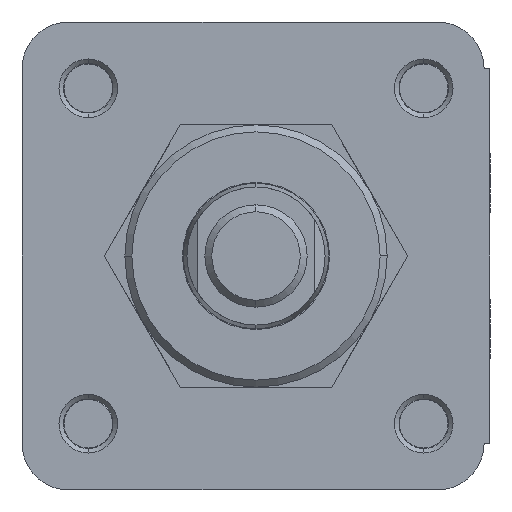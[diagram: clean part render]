
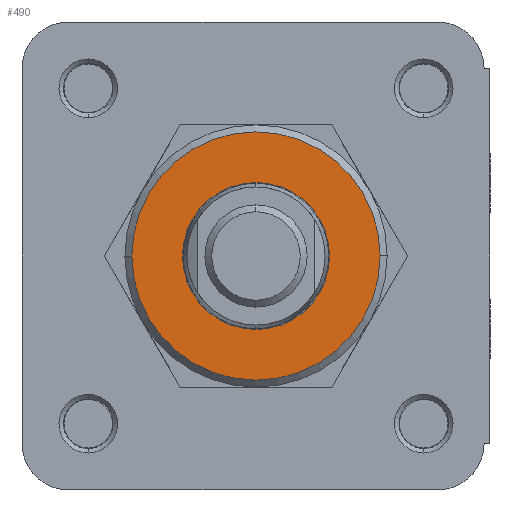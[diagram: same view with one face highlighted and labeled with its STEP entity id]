
A CAD part, left-side view. The second image highlights one B-rep face of the part: STEP entity #490.
In plain terms, the highlighted planar face has unit normal (-1, 0, 0).
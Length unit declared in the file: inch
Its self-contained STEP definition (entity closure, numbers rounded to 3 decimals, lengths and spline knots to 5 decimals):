
#257 = CARTESIAN_POINT ( 'NONE',  ( -0.615, 0., 0. ) ) ;
#490 = ADVANCED_FACE ( 'NONE', ( #8617, #11650 ), #8883, .F. ) ;
#663 = CARTESIAN_POINT ( 'NONE',  ( -0.615, 0., 0. ) ) ;
#724 = DIRECTION ( 'NONE',  ( 1., 0., 0. ) ) ;
#1125 = DIRECTION ( 'NONE',  ( 1., 0., 0. ) ) ;
#1409 = DIRECTION ( 'NONE',  ( 0., 0., -1. ) ) ;
#1817 = DIRECTION ( 'NONE',  ( 0., 1., 0. ) ) ;
#2222 = VERTEX_POINT ( 'NONE', #3462 ) ;
#2835 = EDGE_LOOP ( 'NONE', ( #2968, #11372 ) ) ;
#2968 = ORIENTED_EDGE ( 'NONE', *, *, #7530, .F. ) ;
#3462 = CARTESIAN_POINT ( 'NONE',  ( -0.615, 0., 0.314 ) ) ;
#4019 = CIRCLE ( 'NONE', #6730, 0.314 ) ;
#4357 = CARTESIAN_POINT ( 'NONE',  ( -0.615, 0., 0. ) ) ;
#5467 = CARTESIAN_POINT ( 'NONE',  ( -0.615, 0., -0.314 ) ) ;
#5503 = DIRECTION ( 'NONE',  ( 0., 0., -1. ) ) ;
#6208 = AXIS2_PLACEMENT_3D ( 'NONE', #8024, #1125, #9173 ) ;
#6331 = CARTESIAN_POINT ( 'NONE',  ( -0.615, -0.5305, 0. ) ) ;
#6730 = AXIS2_PLACEMENT_3D ( 'NONE', #257, #8300, #1409 ) ;
#6736 = VERTEX_POINT ( 'NONE', #13234 ) ;
#7530 = EDGE_CURVE ( 'NONE', #6736, #11749, #9260, .T. ) ;
#7584 = CARTESIAN_POINT ( 'NONE',  ( -0.615, 0., 0. ) ) ;
#8024 = CARTESIAN_POINT ( 'NONE',  ( -0.615, 0., 0. ) ) ;
#8300 = DIRECTION ( 'NONE',  ( 1., 0., 0. ) ) ;
#8617 = FACE_BOUND ( 'NONE', #14236, .T. ) ;
#8709 = DIRECTION ( 'NONE',  ( 1., 0., 0. ) ) ;
#8765 = DIRECTION ( 'NONE',  ( 0., 0., -1. ) ) ;
#8883 = PLANE ( 'NONE',  #9845 ) ;
#8960 = VERTEX_POINT ( 'NONE', #5467 ) ;
#9173 = DIRECTION ( 'NONE',  ( 0., 1., 0. ) ) ;
#9260 = CIRCLE ( 'NONE', #12934, 0.5305 ) ;
#9845 = AXIS2_PLACEMENT_3D ( 'NONE', #4357, #12350, #5503 ) ;
#10184 = CIRCLE ( 'NONE', #12181, 0.314 ) ;
#10328 = ORIENTED_EDGE ( 'NONE', *, *, #10953, .T. ) ;
#10371 = EDGE_CURVE ( 'NONE', #11749, #6736, #14038, .T. ) ;
#10953 = EDGE_CURVE ( 'NONE', #8960, #2222, #4019, .T. ) ;
#11372 = ORIENTED_EDGE ( 'NONE', *, *, #10371, .F. ) ;
#11650 = FACE_OUTER_BOUND ( 'NONE', #2835, .T. ) ;
#11743 = ORIENTED_EDGE ( 'NONE', *, *, #11757, .T. ) ;
#11749 = VERTEX_POINT ( 'NONE', #6331 ) ;
#11757 = EDGE_CURVE ( 'NONE', #2222, #8960, #10184, .T. ) ;
#12181 = AXIS2_PLACEMENT_3D ( 'NONE', #7584, #724, #8765 ) ;
#12350 = DIRECTION ( 'NONE',  ( 1., 0., 0. ) ) ;
#12934 = AXIS2_PLACEMENT_3D ( 'NONE', #663, #8709, #1817 ) ;
#13234 = CARTESIAN_POINT ( 'NONE',  ( -0.615, 0.5305, 0. ) ) ;
#14038 = CIRCLE ( 'NONE', #6208, 0.5305 ) ;
#14236 = EDGE_LOOP ( 'NONE', ( #10328, #11743 ) ) ;
